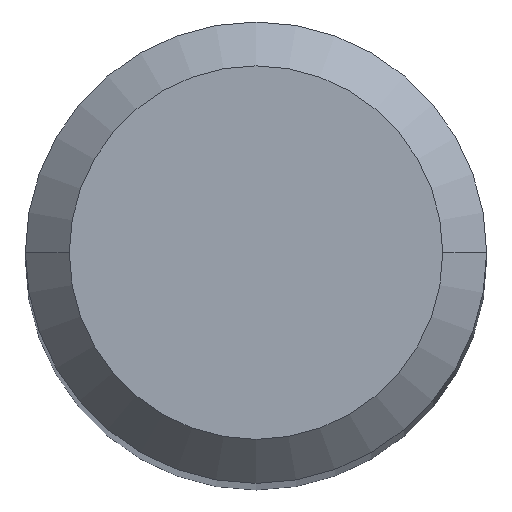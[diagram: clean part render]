
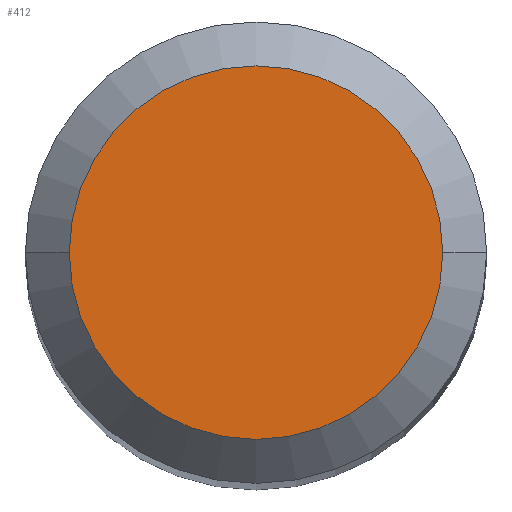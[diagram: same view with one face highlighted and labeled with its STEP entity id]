
A CAD part, top view. The second image highlights one B-rep face of the part: STEP entity #412.
In plain terms, the highlighted planar face has unit normal (0, 0, 1).
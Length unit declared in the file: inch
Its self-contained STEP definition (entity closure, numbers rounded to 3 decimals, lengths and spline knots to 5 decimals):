
#15 = FACE_OUTER_BOUND ( 'NONE', #1000, .T. ) ;
#20 = DIRECTION ( 'NONE',  ( 0., 0., 1. ) ) ;
#72 = CARTESIAN_POINT ( 'NONE',  ( 0.06374, 0., 1.9685 ) ) ;
#97 = AXIS2_PLACEMENT_3D ( 'NONE', #259, #567, #99 ) ;
#99 = DIRECTION ( 'NONE',  ( 1., 0., 0. ) ) ;
#122 = ORIENTED_EDGE ( 'NONE', *, *, #1049, .T. ) ;
#134 = CIRCLE ( 'NONE', #97, 0.06374 ) ;
#259 = CARTESIAN_POINT ( 'NONE',  ( 0., 0., 1.9685 ) ) ;
#270 = CIRCLE ( 'NONE', #288, 0.06374 ) ;
#277 = CARTESIAN_POINT ( 'NONE',  ( 0., 0., 1.9685 ) ) ;
#288 = AXIS2_PLACEMENT_3D ( 'NONE', #277, #913, #515 ) ;
#338 = AXIS2_PLACEMENT_3D ( 'NONE', #601, #20, #751 ) ;
#412 = ADVANCED_FACE ( 'NONE', ( #15 ), #845, .T. ) ;
#432 = ORIENTED_EDGE ( 'NONE', *, *, #949, .T. ) ;
#437 = VERTEX_POINT ( 'NONE', #990 ) ;
#515 = DIRECTION ( 'NONE',  ( 1., 0., 0. ) ) ;
#567 = DIRECTION ( 'NONE',  ( 0., 0., 1. ) ) ;
#601 = CARTESIAN_POINT ( 'NONE',  ( 0., 0., 1.9685 ) ) ;
#655 = VERTEX_POINT ( 'NONE', #72 ) ;
#751 = DIRECTION ( 'NONE',  ( 1., 0., 0. ) ) ;
#845 = PLANE ( 'NONE',  #338 ) ;
#913 = DIRECTION ( 'NONE',  ( 0., 0., 1. ) ) ;
#949 = EDGE_CURVE ( 'NONE', #655, #437, #134, .T. ) ;
#990 = CARTESIAN_POINT ( 'NONE',  ( -0.06374, 0., 1.9685 ) ) ;
#1000 = EDGE_LOOP ( 'NONE', ( #122, #432 ) ) ;
#1049 = EDGE_CURVE ( 'NONE', #437, #655, #270, .T. ) ;
